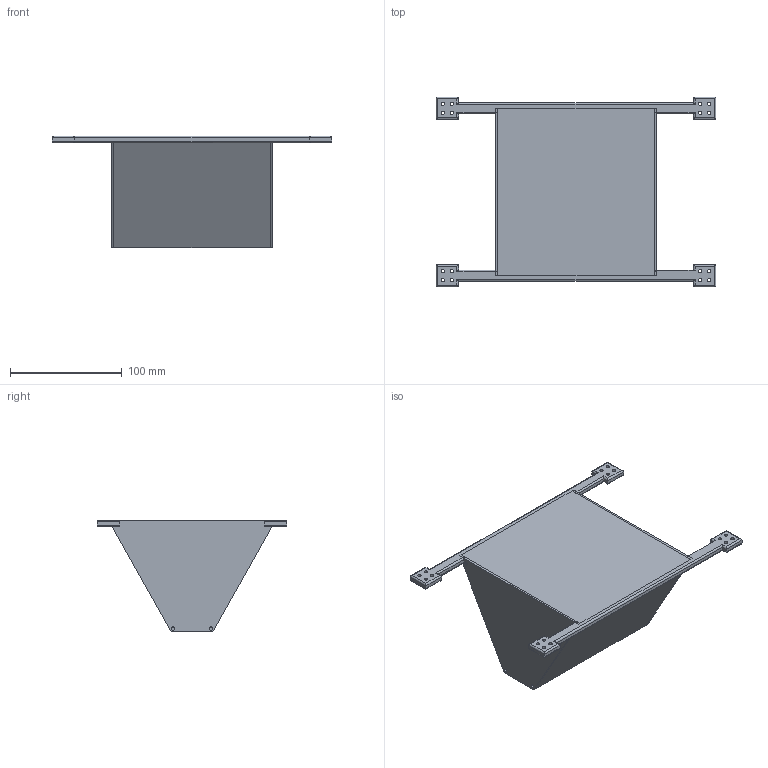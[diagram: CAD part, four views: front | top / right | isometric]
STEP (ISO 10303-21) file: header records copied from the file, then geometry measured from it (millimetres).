
FILE_DESCRIPTION(/* description */ ('','CAx-IF Rec.Pracs.---Representation and Presentation of Product Manufacturing Information (PMI)---4.0---2014-10-13'),/* implementation_level */ '2;1');
FILE_NAME(/* name */ 'Drone Body v12.step',/* time_stamp */ '2025-02-03T13:22:20+01:00',/* author */ (''),/* organization */ (''),/* preprocessor_version */ 'ST-DEVELOPER v20',/* originating_system */ 'Autodesk Translation Framework v13.20.0.188',/* authorisation */ '');
FILE_SCHEMA (('AP242_MANAGED_MODEL_BASED_3D_ENGINEERING_MIM_LF { 1 0 10303 442 1 1 4 }'));
Length unit declared in the file: millimetre
Products named in the file (2): Drone Body; Panel
Assembly tree (2 placements, depth 2):
  Drone Body
    Panel  x2
Bounding box: 250 x 169.74 x 100 mm (x, y, z)
Volume: 238939.9 mm3; surface area: 168696 mm2
Topology: 3 solids, 3 shells, 185 faces, 484 edges, 297 vertices
Faces by surface type: cylinder 95, plane 90
Full cylindrical faces by diameter (mm): 3 x30
Entity records: 4864 total; most frequent: DIRECTION 850, CARTESIAN_POINT 810, ORIENTED_EDGE 806, EDGE_CURVE 403, AXIS2_PLACEMENT_3D 287, LINE 276, VECTOR 276, VERTEX_POINT 247
